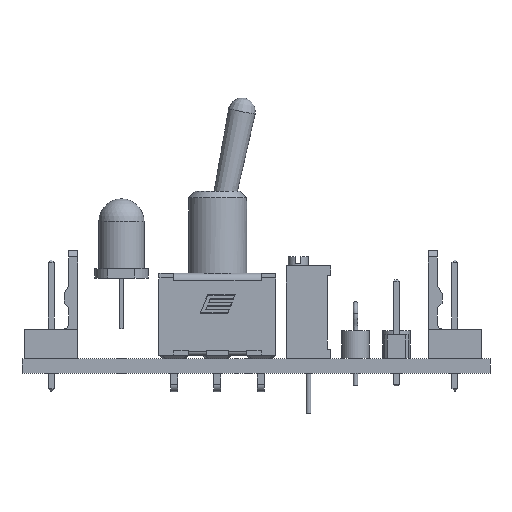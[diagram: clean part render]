
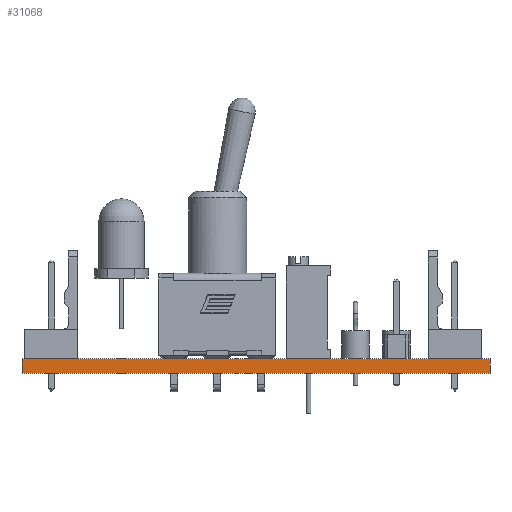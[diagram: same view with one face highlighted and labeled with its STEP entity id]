
A CAD part, left-side view. The second image highlights one B-rep face of the part: STEP entity #31068.
In plain terms, the highlighted planar face has unit normal (-1, 0, 0).
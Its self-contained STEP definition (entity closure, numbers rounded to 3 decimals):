
#30887 = PLANE('',#30888);
#30888 = AXIS2_PLACEMENT_3D('',#30889,#30890,#30891);
#30889 = CARTESIAN_POINT('',(110.49,-153.035,0.));
#30890 = DIRECTION('',(0.,-1.,0.));
#30891 = DIRECTION('',(-1.,0.,0.));
#30912 = VERTEX_POINT('',#30913);
#30913 = CARTESIAN_POINT('',(100.33,-153.035,1.58));
#30927 = PLANE('',#30928);
#30928 = AXIS2_PLACEMENT_3D('',#30929,#30930,#30931);
#30929 = CARTESIAN_POINT('',(105.41,-127.635,1.58));
#30930 = DIRECTION('',(-0.,-0.,-1.));
#30931 = DIRECTION('',(-1.,0.,0.));
#30939 = EDGE_CURVE('',#30940,#30912,#30942,.T.);
#30940 = VERTEX_POINT('',#30941);
#30941 = CARTESIAN_POINT('',(100.33,-153.035,0.));
#30942 = SURFACE_CURVE('',#30943,(#30947,#30954),.PCURVE_S1.);
#30943 = LINE('',#30944,#30945);
#30944 = CARTESIAN_POINT('',(100.33,-153.035,0.));
#30945 = VECTOR('',#30946,1.);
#30946 = DIRECTION('',(0.,0.,1.));
#30947 = PCURVE('',#30887,#30948);
#30948 = DEFINITIONAL_REPRESENTATION('',(#30949),#30953);
#30949 = LINE('',#30950,#30951);
#30950 = CARTESIAN_POINT('',(10.16,0.));
#30951 = VECTOR('',#30952,1.);
#30952 = DIRECTION('',(0.,-1.));
#30953 = ( GEOMETRIC_REPRESENTATION_CONTEXT(2) 
PARAMETRIC_REPRESENTATION_CONTEXT() REPRESENTATION_CONTEXT('2D SPACE',''
  ) );
#30954 = PCURVE('',#30955,#30960);
#30955 = PLANE('',#30956);
#30956 = AXIS2_PLACEMENT_3D('',#30957,#30958,#30959);
#30957 = CARTESIAN_POINT('',(100.33,-153.035,0.));
#30958 = DIRECTION('',(-1.,0.,0.));
#30959 = DIRECTION('',(0.,1.,0.));
#30960 = DEFINITIONAL_REPRESENTATION('',(#30961),#30965);
#30961 = LINE('',#30962,#30963);
#30962 = CARTESIAN_POINT('',(0.,0.));
#30963 = VECTOR('',#30964,1.);
#30964 = DIRECTION('',(0.,-1.));
#30965 = ( GEOMETRIC_REPRESENTATION_CONTEXT(2) 
PARAMETRIC_REPRESENTATION_CONTEXT() REPRESENTATION_CONTEXT('2D SPACE',''
  ) );
#30981 = PLANE('',#30982);
#30982 = AXIS2_PLACEMENT_3D('',#30983,#30984,#30985);
#30983 = CARTESIAN_POINT('',(105.41,-127.635,0.));
#30984 = DIRECTION('',(-0.,-0.,-1.));
#30985 = DIRECTION('',(-1.,0.,0.));
#31014 = PLANE('',#31015);
#31015 = AXIS2_PLACEMENT_3D('',#31016,#31017,#31018);
#31016 = CARTESIAN_POINT('',(100.33,-102.235,0.));
#31017 = DIRECTION('',(0.,1.,0.));
#31018 = DIRECTION('',(1.,0.,0.));
#31068 = ADVANCED_FACE('',(#31069),#30955,.T.);
#31069 = FACE_BOUND('',#31070,.T.);
#31070 = EDGE_LOOP('',(#31071,#31072,#31095,#31118));
#31071 = ORIENTED_EDGE('',*,*,#30939,.T.);
#31072 = ORIENTED_EDGE('',*,*,#31073,.T.);
#31073 = EDGE_CURVE('',#30912,#31074,#31076,.T.);
#31074 = VERTEX_POINT('',#31075);
#31075 = CARTESIAN_POINT('',(100.33,-102.235,1.58));
#31076 = SURFACE_CURVE('',#31077,(#31081,#31088),.PCURVE_S1.);
#31077 = LINE('',#31078,#31079);
#31078 = CARTESIAN_POINT('',(100.33,-153.035,1.58));
#31079 = VECTOR('',#31080,1.);
#31080 = DIRECTION('',(0.,1.,0.));
#31081 = PCURVE('',#30955,#31082);
#31082 = DEFINITIONAL_REPRESENTATION('',(#31083),#31087);
#31083 = LINE('',#31084,#31085);
#31084 = CARTESIAN_POINT('',(0.,-1.58));
#31085 = VECTOR('',#31086,1.);
#31086 = DIRECTION('',(1.,0.));
#31087 = ( GEOMETRIC_REPRESENTATION_CONTEXT(2) 
PARAMETRIC_REPRESENTATION_CONTEXT() REPRESENTATION_CONTEXT('2D SPACE',''
  ) );
#31088 = PCURVE('',#30927,#31089);
#31089 = DEFINITIONAL_REPRESENTATION('',(#31090),#31094);
#31090 = LINE('',#31091,#31092);
#31091 = CARTESIAN_POINT('',(5.08,-25.4));
#31092 = VECTOR('',#31093,1.);
#31093 = DIRECTION('',(0.,1.));
#31094 = ( GEOMETRIC_REPRESENTATION_CONTEXT(2) 
PARAMETRIC_REPRESENTATION_CONTEXT() REPRESENTATION_CONTEXT('2D SPACE',''
  ) );
#31095 = ORIENTED_EDGE('',*,*,#31096,.F.);
#31096 = EDGE_CURVE('',#31097,#31074,#31099,.T.);
#31097 = VERTEX_POINT('',#31098);
#31098 = CARTESIAN_POINT('',(100.33,-102.235,0.));
#31099 = SURFACE_CURVE('',#31100,(#31104,#31111),.PCURVE_S1.);
#31100 = LINE('',#31101,#31102);
#31101 = CARTESIAN_POINT('',(100.33,-102.235,0.));
#31102 = VECTOR('',#31103,1.);
#31103 = DIRECTION('',(0.,0.,1.));
#31104 = PCURVE('',#30955,#31105);
#31105 = DEFINITIONAL_REPRESENTATION('',(#31106),#31110);
#31106 = LINE('',#31107,#31108);
#31107 = CARTESIAN_POINT('',(50.8,0.));
#31108 = VECTOR('',#31109,1.);
#31109 = DIRECTION('',(0.,-1.));
#31110 = ( GEOMETRIC_REPRESENTATION_CONTEXT(2) 
PARAMETRIC_REPRESENTATION_CONTEXT() REPRESENTATION_CONTEXT('2D SPACE',''
  ) );
#31111 = PCURVE('',#31014,#31112);
#31112 = DEFINITIONAL_REPRESENTATION('',(#31113),#31117);
#31113 = LINE('',#31114,#31115);
#31114 = CARTESIAN_POINT('',(0.,0.));
#31115 = VECTOR('',#31116,1.);
#31116 = DIRECTION('',(0.,-1.));
#31117 = ( GEOMETRIC_REPRESENTATION_CONTEXT(2) 
PARAMETRIC_REPRESENTATION_CONTEXT() REPRESENTATION_CONTEXT('2D SPACE',''
  ) );
#31118 = ORIENTED_EDGE('',*,*,#31119,.F.);
#31119 = EDGE_CURVE('',#30940,#31097,#31120,.T.);
#31120 = SURFACE_CURVE('',#31121,(#31125,#31132),.PCURVE_S1.);
#31121 = LINE('',#31122,#31123);
#31122 = CARTESIAN_POINT('',(100.33,-153.035,0.));
#31123 = VECTOR('',#31124,1.);
#31124 = DIRECTION('',(0.,1.,0.));
#31125 = PCURVE('',#30955,#31126);
#31126 = DEFINITIONAL_REPRESENTATION('',(#31127),#31131);
#31127 = LINE('',#31128,#31129);
#31128 = CARTESIAN_POINT('',(0.,0.));
#31129 = VECTOR('',#31130,1.);
#31130 = DIRECTION('',(1.,0.));
#31131 = ( GEOMETRIC_REPRESENTATION_CONTEXT(2) 
PARAMETRIC_REPRESENTATION_CONTEXT() REPRESENTATION_CONTEXT('2D SPACE',''
  ) );
#31132 = PCURVE('',#30981,#31133);
#31133 = DEFINITIONAL_REPRESENTATION('',(#31134),#31138);
#31134 = LINE('',#31135,#31136);
#31135 = CARTESIAN_POINT('',(5.08,-25.4));
#31136 = VECTOR('',#31137,1.);
#31137 = DIRECTION('',(0.,1.));
#31138 = ( GEOMETRIC_REPRESENTATION_CONTEXT(2) 
PARAMETRIC_REPRESENTATION_CONTEXT() REPRESENTATION_CONTEXT('2D SPACE',''
  ) );
